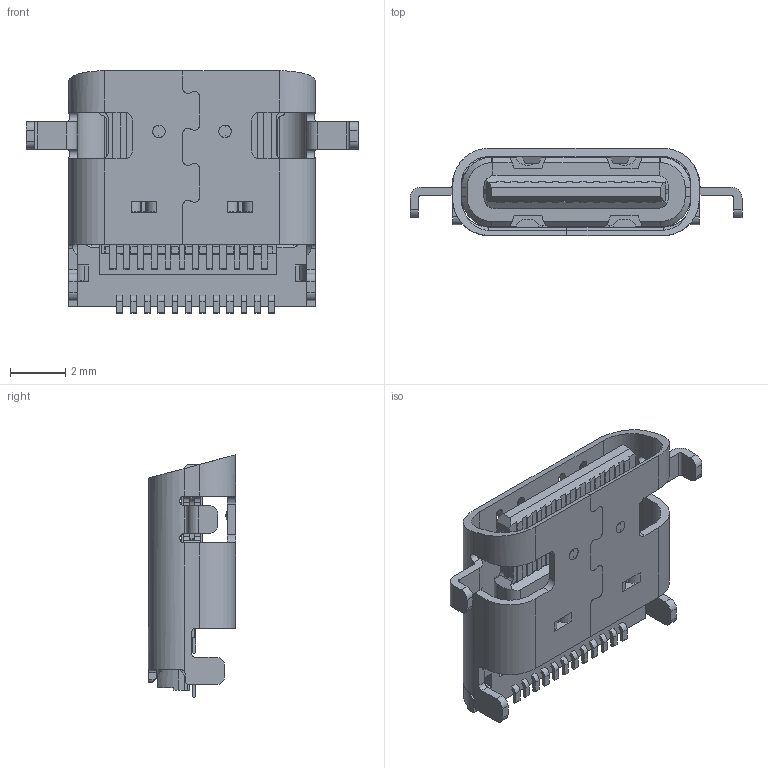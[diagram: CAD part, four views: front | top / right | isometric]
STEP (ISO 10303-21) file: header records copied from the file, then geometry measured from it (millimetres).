
FILE_DESCRIPTION (( 'STEP AP203' ), '1' );
FILE_NAME ('麥啣邧泂1.45傖こ訇諳123.STEP', '2025-07-04T02:40:52', ( '' ), ( '' ), 'SwSTEP 2.0', 'SolidWorks 2022', '' );
FILE_SCHEMA (( 'CONFIG_CONTROL_DESIGN' ));
Length unit declared in the file: millimetre
Products named in the file (1): 沉板双贴1.45成品斜口123
Bounding box: 12.05 x 3.16 x 8.8 mm (x, y, z)
Volume: 122.1 mm3; surface area: 656.6 mm2
Topology: 5 solids, 15 shells, 1624 faces, 4730 edges, 3091 vertices
Faces by surface type: plane 1272, cylinder 306, bspline 24, cone 22
Entity records: 53656 total; most frequent: CARTESIAN_POINT 10413, ORIENTED_EDGE 9444, DIRECTION 8441, EDGE_CURVE 4722, VECTOR 3963, LINE 3963, VERTEX_POINT 3091, AXIS2_PLACEMENT_3D 2239
